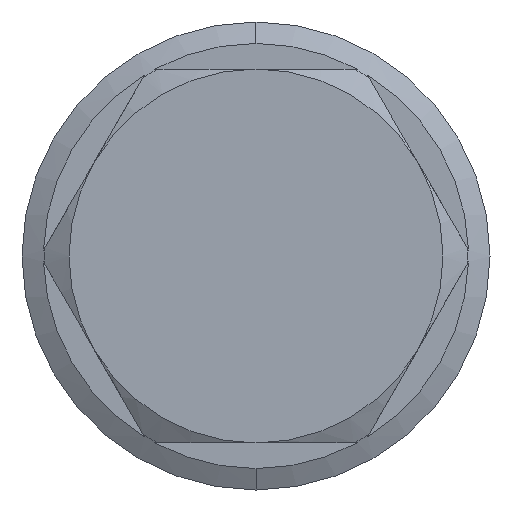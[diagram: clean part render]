
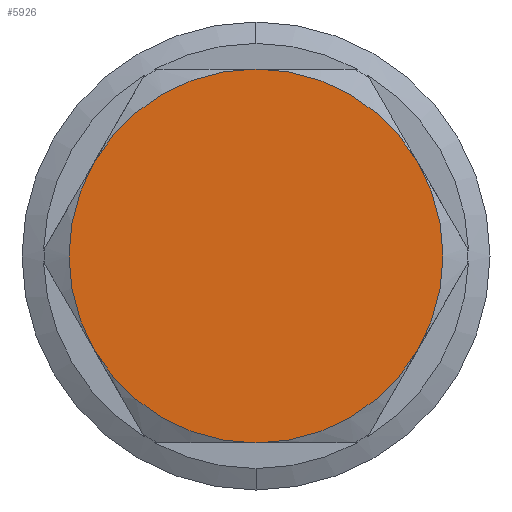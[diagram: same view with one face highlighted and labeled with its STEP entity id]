
A CAD part, left-side view. The second image highlights one B-rep face of the part: STEP entity #5926.
In plain terms, the highlighted planar face has unit normal (-1, 0, 0).
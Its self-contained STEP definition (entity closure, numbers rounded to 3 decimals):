
#5 = CIRCLE ( 'NONE', #7812, 15.85 ) ;
#70 = EDGE_CURVE ( 'NONE', #8205, #6177, #74, .T. ) ;
#74 = CIRCLE ( 'NONE', #5133, 15.85 ) ;
#317 = DIRECTION ( 'NONE',  ( -1., 0., 0. ) ) ;
#370 = DIRECTION ( 'NONE',  ( 0., 0., -1. ) ) ;
#493 = CARTESIAN_POINT ( 'NONE',  ( 0., 0., 0. ) ) ;
#547 = EDGE_CURVE ( 'NONE', #6177, #11590, #6069, .T. ) ;
#603 = DIRECTION ( 'NONE',  ( -1., 0., 0. ) ) ;
#1173 = DIRECTION ( 'NONE',  ( -1., 0., 0. ) ) ;
#1323 = CARTESIAN_POINT ( 'NONE',  ( 0., 0., 0. ) ) ;
#1455 = DIRECTION ( 'NONE',  ( 0., 0., 1. ) ) ;
#2111 = AXIS2_PLACEMENT_3D ( 'NONE', #8985, #12057, #7179 ) ;
#2114 = EDGE_CURVE ( 'NONE', #6950, #7445, #4551, .T. ) ;
#2138 = DIRECTION ( 'NONE',  ( 0., 0., 1. ) ) ;
#2453 = CARTESIAN_POINT ( 'NONE',  ( 0., 0., 0. ) ) ;
#3204 = DIRECTION ( 'NONE',  ( 1., 0., 0. ) ) ;
#3526 = CARTESIAN_POINT ( 'NONE',  ( 0., 13.727, -7.925 ) ) ;
#3636 = ORIENTED_EDGE ( 'NONE', *, *, #4031, .T. ) ;
#3883 = CARTESIAN_POINT ( 'NONE',  ( 0., 0., 0. ) ) ;
#3955 = EDGE_CURVE ( 'NONE', #7838, #8205, #6183, .T. ) ;
#4031 = EDGE_CURVE ( 'NONE', #7445, #7838, #11929, .T. ) ;
#4032 = CARTESIAN_POINT ( 'NONE',  ( 0., 0., -15.85 ) ) ;
#4389 = DIRECTION ( 'NONE',  ( -1., 0., 0. ) ) ;
#4551 = CIRCLE ( 'NONE', #2111, 15.85 ) ;
#4577 = CARTESIAN_POINT ( 'NONE',  ( 0., 0., 15.85 ) ) ;
#4626 = DIRECTION ( 'NONE',  ( -1., 0., 0. ) ) ;
#4790 = EDGE_CURVE ( 'NONE', #11590, #6950, #5, .T. ) ;
#5133 = AXIS2_PLACEMENT_3D ( 'NONE', #1323, #317, #5135 ) ;
#5135 = DIRECTION ( 'NONE',  ( 0., 0., 1. ) ) ;
#5258 = AXIS2_PLACEMENT_3D ( 'NONE', #2453, #3204, #370 ) ;
#5926 = ADVANCED_FACE ( 'NONE', ( #11749 ), #8213, .F. ) ;
#6069 = CIRCLE ( 'NONE', #10229, 15.85 ) ;
#6177 = VERTEX_POINT ( 'NONE', #9664 ) ;
#6183 = CIRCLE ( 'NONE', #6659, 15.85 ) ;
#6624 = ORIENTED_EDGE ( 'NONE', *, *, #547, .T. ) ;
#6659 = AXIS2_PLACEMENT_3D ( 'NONE', #10186, #603, #8281 ) ;
#6750 = ORIENTED_EDGE ( 'NONE', *, *, #2114, .T. ) ;
#6919 = ORIENTED_EDGE ( 'NONE', *, *, #3955, .T. ) ;
#6923 = CARTESIAN_POINT ( 'NONE',  ( 0., 13.727, 7.925 ) ) ;
#6950 = VERTEX_POINT ( 'NONE', #4577 ) ;
#7179 = DIRECTION ( 'NONE',  ( 0., 0., 1. ) ) ;
#7445 = VERTEX_POINT ( 'NONE', #6923 ) ;
#7479 = CARTESIAN_POINT ( 'NONE',  ( 0., -13.727, 7.925 ) ) ;
#7812 = AXIS2_PLACEMENT_3D ( 'NONE', #493, #4389, #1455 ) ;
#7838 = VERTEX_POINT ( 'NONE', #3526 ) ;
#8205 = VERTEX_POINT ( 'NONE', #4032 ) ;
#8213 = PLANE ( 'NONE',  #5258 ) ;
#8281 = DIRECTION ( 'NONE',  ( 0., 0., 1. ) ) ;
#8985 = CARTESIAN_POINT ( 'NONE',  ( 0., 0., 0. ) ) ;
#9069 = AXIS2_PLACEMENT_3D ( 'NONE', #12469, #4626, #11414 ) ;
#9664 = CARTESIAN_POINT ( 'NONE',  ( 0., -13.727, -7.925 ) ) ;
#9771 = EDGE_LOOP ( 'NONE', ( #6750, #3636, #6919, #11857, #6624, #11155 ) ) ;
#10186 = CARTESIAN_POINT ( 'NONE',  ( 0., 0., 0. ) ) ;
#10229 = AXIS2_PLACEMENT_3D ( 'NONE', #3883, #1173, #2138 ) ;
#11155 = ORIENTED_EDGE ( 'NONE', *, *, #4790, .T. ) ;
#11414 = DIRECTION ( 'NONE',  ( 0., 0., 1. ) ) ;
#11590 = VERTEX_POINT ( 'NONE', #7479 ) ;
#11749 = FACE_OUTER_BOUND ( 'NONE', #9771, .T. ) ;
#11857 = ORIENTED_EDGE ( 'NONE', *, *, #70, .T. ) ;
#11929 = CIRCLE ( 'NONE', #9069, 15.85 ) ;
#12057 = DIRECTION ( 'NONE',  ( -1., 0., 0. ) ) ;
#12469 = CARTESIAN_POINT ( 'NONE',  ( 0., 0., 0. ) ) ;
